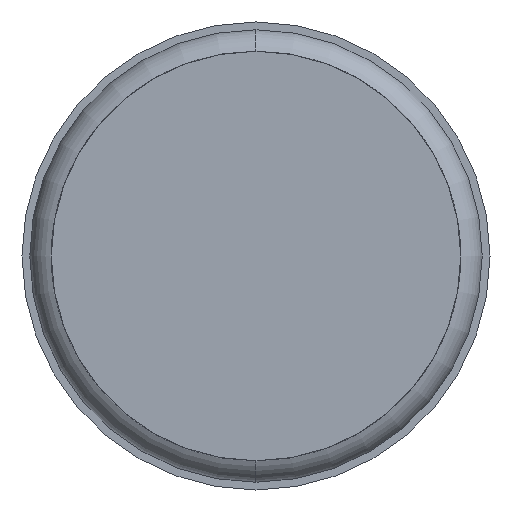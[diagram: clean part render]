
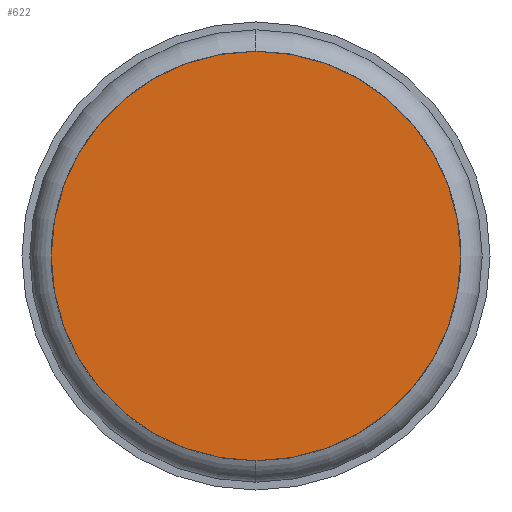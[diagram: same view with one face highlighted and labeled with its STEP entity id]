
A CAD part, left-side view. The second image highlights one B-rep face of the part: STEP entity #622.
In plain terms, the highlighted planar face has unit normal (-1, 0, 0).
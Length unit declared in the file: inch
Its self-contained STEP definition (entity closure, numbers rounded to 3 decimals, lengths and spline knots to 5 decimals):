
#256 = CIRCLE ( 'NONE', #897, 0.2625 ) ;
#473 = CARTESIAN_POINT ( 'NONE',  ( 0., 0., -0.2625 ) ) ;
#622 = ADVANCED_FACE ( 'NONE', ( #2341 ), #1483, .F. ) ;
#667 = DIRECTION ( 'NONE',  ( 1., 0., 0. ) ) ;
#865 = DIRECTION ( 'NONE',  ( 0., 0., -1. ) ) ;
#897 = AXIS2_PLACEMENT_3D ( 'NONE', #4428, #3973, #865 ) ;
#1076 = CARTESIAN_POINT ( 'NONE',  ( 0., 0., 0. ) ) ;
#1211 = AXIS2_PLACEMENT_3D ( 'NONE', #1076, #1531, #2325 ) ;
#1483 = PLANE ( 'NONE',  #1211 ) ;
#1531 = DIRECTION ( 'NONE',  ( 1., 0., 0. ) ) ;
#1699 = AXIS2_PLACEMENT_3D ( 'NONE', #5475, #667, #3248 ) ;
#1962 = VERTEX_POINT ( 'NONE', #2129 ) ;
#2129 = CARTESIAN_POINT ( 'NONE',  ( 0., 0., 0.2625 ) ) ;
#2325 = DIRECTION ( 'NONE',  ( 0., 0., -1. ) ) ;
#2341 = FACE_OUTER_BOUND ( 'NONE', #2670, .T. ) ;
#2670 = EDGE_LOOP ( 'NONE', ( #4144, #2772 ) ) ;
#2772 = ORIENTED_EDGE ( 'NONE', *, *, #3976, .F. ) ;
#3248 = DIRECTION ( 'NONE',  ( 0., 0., -1. ) ) ;
#3523 = VERTEX_POINT ( 'NONE', #473 ) ;
#3973 = DIRECTION ( 'NONE',  ( 1., 0., 0. ) ) ;
#3976 = EDGE_CURVE ( 'NONE', #3523, #1962, #4137, .T. ) ;
#4137 = CIRCLE ( 'NONE', #1699, 0.2625 ) ;
#4144 = ORIENTED_EDGE ( 'NONE', *, *, #5010, .F. ) ;
#4428 = CARTESIAN_POINT ( 'NONE',  ( 0., 0., 0. ) ) ;
#5010 = EDGE_CURVE ( 'NONE', #1962, #3523, #256, .T. ) ;
#5475 = CARTESIAN_POINT ( 'NONE',  ( 0., 0., 0. ) ) ;
